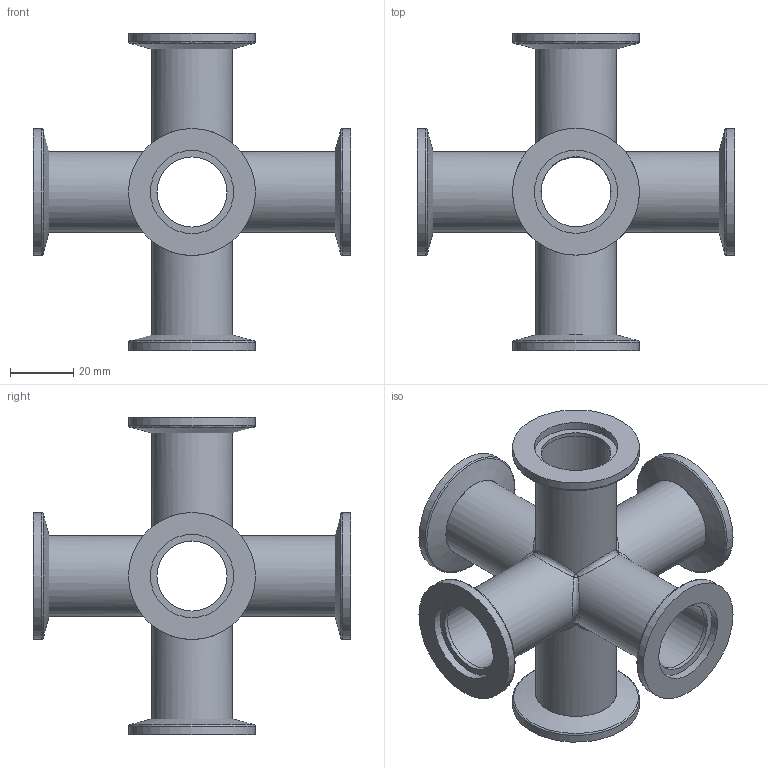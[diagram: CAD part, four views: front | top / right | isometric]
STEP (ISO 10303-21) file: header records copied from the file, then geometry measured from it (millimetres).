
FILE_DESCRIPTION (( 'STEP AP214' ), '1' );
FILE_NAME ('FULLVAC X61KF25.STEP', '2019-04-23T15:11:53', ( '' ), ( '' ), 'SwSTEP 2.0', 'SolidWorks 2017', '' );
FILE_SCHEMA (( 'AUTOMOTIVE_DESIGN' ));
Length unit declared in the file: millimetre
Products named in the file (3): FULLVAC X61KF25; 1^FULLVAC X61KF25; 2^FULLVAC X61KF25
Assembly tree (7 placements, depth 2):
  FULLVAC X61KF25
    1^FULLVAC X61KF25
    2^FULLVAC X61KF25  x6
Bounding box: 100 x 100 x 100 mm (x, y, z)
Volume: 44134.3 mm3; surface area: 47408.5 mm2
Topology: 7 solids, 7 shells, 119 faces, 243 edges, 146 vertices
Faces by surface type: bspline 46, cylinder 37, plane 30, cone 6
Full cylindrical faces by diameter (mm): 22.1 x12, 25.4 x6, 25.7 x6, 26.2 x6, 40 x6
Entity records: 7354 total; most frequent: CARTESIAN_POINT 5454, ORIENTED_EDGE 236, DIRECTION 118, EDGE_CURVE 118, EDGE_LOOP 96, B_SPLINE_CURVE_WITH_KNOTS 96, FACE_OUTER_BOUND 85, UNCERTAINTY_MEASURE_WITH_UNIT 75
